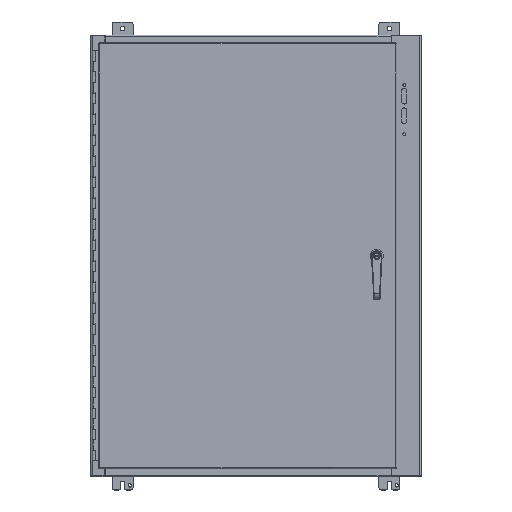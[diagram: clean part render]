
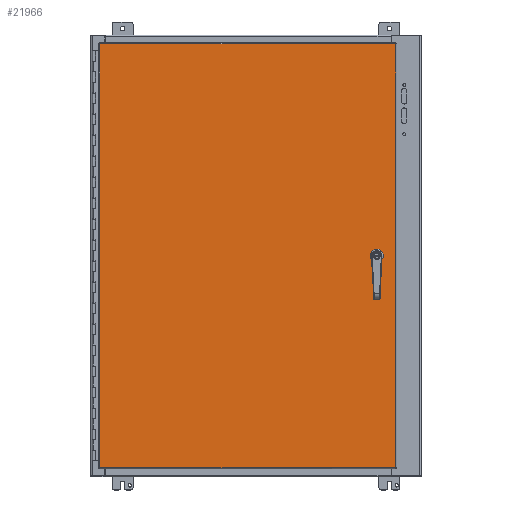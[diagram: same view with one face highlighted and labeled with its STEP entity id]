
A CAD part, top view. The second image highlights one B-rep face of the part: STEP entity #21966.
In plain terms, the highlighted planar face has unit normal (0, 0, 1).
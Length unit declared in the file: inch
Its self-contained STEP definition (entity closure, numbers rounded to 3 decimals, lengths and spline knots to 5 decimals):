
#20489=CARTESIAN_POINT('',(26.05725,20.03738,0.074));
#20490=VERTEX_POINT('',#20489);
#20497=CARTESIAN_POINT('',(26.24463,19.85,0.074));
#20498=VERTEX_POINT('',#20497);
#20499=CARTESIAN_POINT('',(26.45725,20.25,0.074));
#20500=DIRECTION('',(0.0,0.0,-1.0));
#20501=DIRECTION('',(0.883,0.469,0.0));
#20502=AXIS2_PLACEMENT_3D('',#20499,#20500,#20501);
#20503=CIRCLE('',#20502,0.453);
#20504=EDGE_CURVE('',#20498,#20490,#20503,.T.);
#20529=CARTESIAN_POINT('',(26.66987,19.85,0.074));
#20530=VERTEX_POINT('',#20529);
#20531=CARTESIAN_POINT('',(26.66987,19.85,0.074));
#20532=DIRECTION('',(-1.0,0.0,0.0));
#20533=VECTOR('',#20532,0.42525);
#20534=LINE('',#20531,#20533);
#20535=EDGE_CURVE('',#20530,#20498,#20534,.T.);
#20561=CARTESIAN_POINT('',(26.85725,20.03738,0.074));
#20562=VERTEX_POINT('',#20561);
#20563=CARTESIAN_POINT('',(26.45725,20.25,0.074));
#20564=DIRECTION('',(0.0,0.0,-1.0));
#20565=DIRECTION('',(-0.469,0.883,0.0));
#20566=AXIS2_PLACEMENT_3D('',#20563,#20564,#20565);
#20567=CIRCLE('',#20566,0.453);
#20568=EDGE_CURVE('',#20562,#20530,#20567,.T.);
#20593=CARTESIAN_POINT('',(26.85725,20.46262,0.074));
#20594=VERTEX_POINT('',#20593);
#20595=CARTESIAN_POINT('',(26.85725,20.46262,0.074));
#20596=DIRECTION('',(0.0,-1.0,0.0));
#20597=VECTOR('',#20596,0.42525);
#20598=LINE('',#20595,#20597);
#20599=EDGE_CURVE('',#20594,#20562,#20598,.T.);
#20625=CARTESIAN_POINT('',(26.66987,20.65,0.074));
#20626=VERTEX_POINT('',#20625);
#20627=CARTESIAN_POINT('',(26.45725,20.25,0.074));
#20628=DIRECTION('',(0.0,0.0,-1.0));
#20629=DIRECTION('',(-0.883,-0.469,0.0));
#20630=AXIS2_PLACEMENT_3D('',#20627,#20628,#20629);
#20631=CIRCLE('',#20630,0.453);
#20632=EDGE_CURVE('',#20626,#20594,#20631,.T.);
#20657=CARTESIAN_POINT('',(26.24463,20.65,0.074));
#20658=VERTEX_POINT('',#20657);
#20659=CARTESIAN_POINT('',(26.24463,20.65,0.074));
#20660=DIRECTION('',(1.0,0.0,0.0));
#20661=VECTOR('',#20660,0.42525);
#20662=LINE('',#20659,#20661);
#20663=EDGE_CURVE('',#20658,#20626,#20662,.T.);
#20689=CARTESIAN_POINT('',(26.05725,20.46262,0.074));
#20690=VERTEX_POINT('',#20689);
#20691=CARTESIAN_POINT('',(26.45725,20.25,0.074));
#20692=DIRECTION('',(0.0,0.0,-1.0));
#20693=DIRECTION('',(0.469,-0.883,0.0));
#20694=AXIS2_PLACEMENT_3D('',#20691,#20692,#20693);
#20695=CIRCLE('',#20694,0.453);
#20696=EDGE_CURVE('',#20690,#20658,#20695,.T.);
#20719=CARTESIAN_POINT('',(26.05725,20.03738,0.074));
#20720=DIRECTION('',(0.0,1.0,0.0));
#20721=VECTOR('',#20720,0.42525);
#20722=LINE('',#20719,#20721);
#20723=EDGE_CURVE('',#20490,#20690,#20722,.T.);
#20943=CARTESIAN_POINT('',(28.2385,40.39475,0.074));
#20944=VERTEX_POINT('',#20943);
#20955=CARTESIAN_POINT('',(28.2385,0.10525,0.074));
#20956=VERTEX_POINT('',#20955);
#20957=CARTESIAN_POINT('',(28.2385,0.10525,0.074));
#20958=DIRECTION('',(0.0,1.0,0.0));
#20959=VECTOR('',#20958,40.2895);
#20960=LINE('',#20957,#20959);
#20961=EDGE_CURVE('',#20956,#20944,#20960,.T.);
#21223=CARTESIAN_POINT('',(0.10525,40.39475,0.074));
#21224=VERTEX_POINT('',#21223);
#21235=CARTESIAN_POINT('',(28.2385,40.39475,0.074));
#21236=DIRECTION('',(-1.0,0.0,0.0));
#21237=VECTOR('',#21236,28.13325);
#21238=LINE('',#21235,#21237);
#21239=EDGE_CURVE('',#20944,#21224,#21238,.T.);
#21494=CARTESIAN_POINT('',(0.10525,0.10525,0.074));
#21495=VERTEX_POINT('',#21494);
#21506=CARTESIAN_POINT('',(0.10525,40.39475,0.074));
#21507=DIRECTION('',(0.0,-1.0,0.0));
#21508=VECTOR('',#21507,40.2895);
#21509=LINE('',#21506,#21508);
#21510=EDGE_CURVE('',#21224,#21495,#21509,.T.);
#21708=CARTESIAN_POINT('',(0.10525,0.10525,0.074));
#21709=DIRECTION('',(1.0,0.0,0.0));
#21710=VECTOR('',#21709,28.13325);
#21711=LINE('',#21708,#21710);
#21712=EDGE_CURVE('',#21495,#20956,#21711,.T.);
#21945=CARTESIAN_POINT('',(14.17187,20.25,0.074));
#21946=DIRECTION('',(0.0,0.0,1.0));
#21947=DIRECTION('',(1.0,0.0,0.0));
#21948=AXIS2_PLACEMENT_3D('',#21945,#21946,#21947);
#21949=PLANE('',#21948);
#21950=ORIENTED_EDGE('',*,*,#20961,.T.);
#21951=ORIENTED_EDGE('',*,*,#21239,.T.);
#21952=ORIENTED_EDGE('',*,*,#21510,.T.);
#21953=ORIENTED_EDGE('',*,*,#21712,.T.);
#21954=EDGE_LOOP('',(#21950,#21951,#21952,#21953));
#21955=FACE_OUTER_BOUND('',#21954,.T.);
#21956=ORIENTED_EDGE('',*,*,#20504,.T.);
#21957=ORIENTED_EDGE('',*,*,#20723,.T.);
#21958=ORIENTED_EDGE('',*,*,#20696,.T.);
#21959=ORIENTED_EDGE('',*,*,#20663,.T.);
#21960=ORIENTED_EDGE('',*,*,#20632,.T.);
#21961=ORIENTED_EDGE('',*,*,#20599,.T.);
#21962=ORIENTED_EDGE('',*,*,#20568,.T.);
#21963=ORIENTED_EDGE('',*,*,#20535,.T.);
#21964=EDGE_LOOP('',(#21956,#21957,#21958,#21959,#21960,#21961,#21962,#21963));
#21965=FACE_BOUND('',#21964,.T.);
#21966=ADVANCED_FACE('',(#21955,#21965),#21949,.T.);
